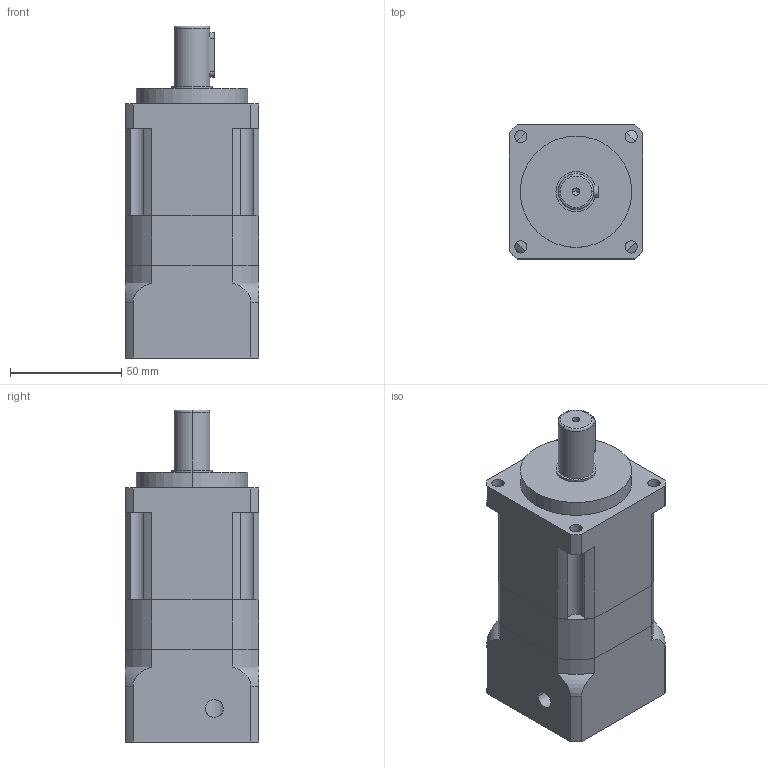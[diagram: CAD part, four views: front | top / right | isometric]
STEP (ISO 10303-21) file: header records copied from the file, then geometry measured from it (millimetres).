
FILE_DESCRIPTION (( 'STEP AP214' ), '1' );
FILE_NAME ('DS060-L2-XX-14-50-70-M5_2019.STEP', '2019-03-18T08:04:20', ( 'Y' ), ( 'NCU' ), 'SwSTEP 2.0', 'SolidWorks 2016', '' );
FILE_SCHEMA (( 'AUTOMOTIVE_DESIGN' ));
Length unit declared in the file: millimetre
Products named in the file (1): DS060-L2-XX-14-50-70-M5_2019
Bounding box: 60 x 60 x 149 mm (x, y, z)
Volume: 364725.2 mm3; surface area: 66516.7 mm2
Topology: 3 solids, 3 shells, 290 faces, 736 edges, 476 vertices
Faces by surface type: plane 132, cylinder 126, cone 26, torus 6
Entity records: 10415 total; most frequent: CARTESIAN_POINT 2045, DIRECTION 1569, ORIENTED_EDGE 1452, EDGE_CURVE 726, AXIS2_PLACEMENT_3D 572, VERTEX_POINT 476, LINE 425, VECTOR 425
